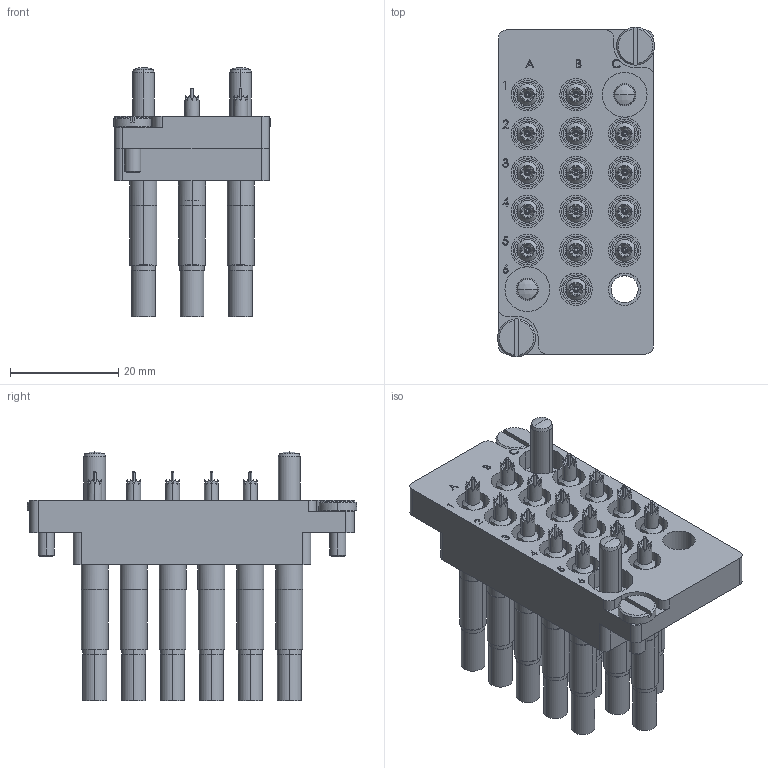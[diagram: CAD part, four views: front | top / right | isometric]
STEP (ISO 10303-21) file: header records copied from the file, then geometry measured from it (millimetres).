
FILE_DESCRIPTION (( 'STEP AP214' ), '1' );
FILE_NAME ('INGUN_38142.STEP', '2023-01-17T10:12:02', ( '' ), ( '' ), 'SwSTEP 2.0', 'SolidWorks 2021', '' );
FILE_SCHEMA (( 'AUTOMOTIVE_DESIGN' ));
Length unit declared in the file: millimetre
Products named in the file (8): INGUN_38142; 34569~4_S; INFO_4621~0_SBP-T_Kontaktierung-Seite<S>; KS-810-Master__ADA~ks_KS-810 R; HFS-840-0093__ADA~hfs_S; 34569~4; DIN6325~n_04,0m6x020; DIN923~n_M03x04-A2
Assembly tree (37 placements, depth 3):
  INGUN_38142
    34569~4_S
      34569~4
      INFO_4621~0_SBP-T_Kontaktierung-Seite<S>
    KS-810-Master__ADA~ks_KS-810 R  x15
    HFS-840-0093__ADA~hfs_S  x15
    DIN923~n_M03x04-A2  x2
    DIN6325~n_04,0m6x020  x2
Bounding box: 29 x 61 x 46.1 mm (x, y, z)
Volume: 22786.1 mm3; surface area: 30612.6 mm2
Topology: 74 solids, 104 shells, 7421 faces, 17527 edges, 10460 vertices
Faces by surface type: plane 5516, cylinder 1599, cone 228, bspline 70, sphere 8
Entity records: 26165 total; most frequent: CARTESIAN_POINT 7408, DIRECTION 3866, ORIENTED_EDGE 3710, EDGE_CURVE 1855, AXIS2_PLACEMENT_3D 1407, VERTEX_POINT 1153, VECTOR 1052, LINE 1052
